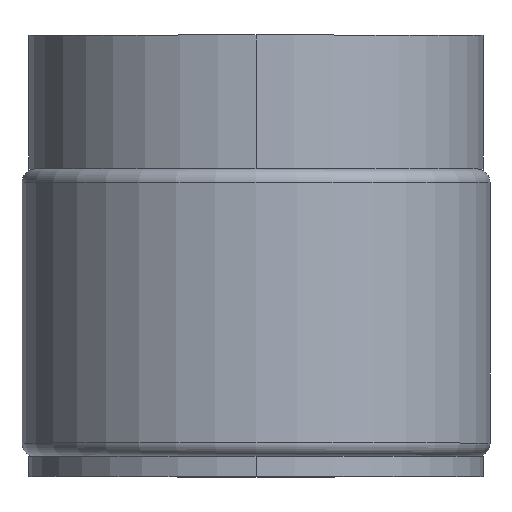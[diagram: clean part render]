
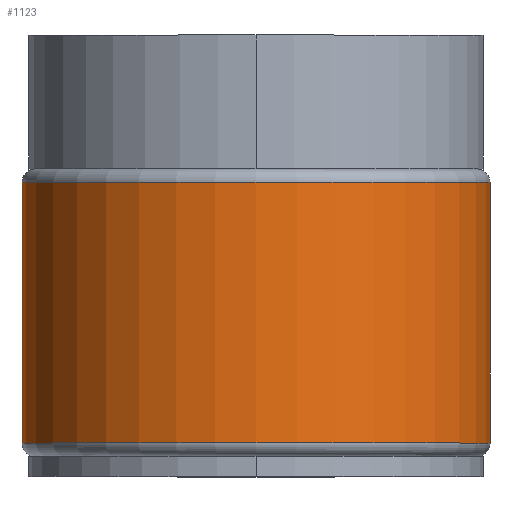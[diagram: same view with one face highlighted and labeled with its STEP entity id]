
A CAD part, top view. The second image highlights one B-rep face of the part: STEP entity #1123.
In plain terms, the highlighted cylindrical face has radius 17.5 mm (diameter 35 mm), a partial arc.
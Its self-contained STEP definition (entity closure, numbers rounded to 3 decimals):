
#167 = DIRECTION ( 'NONE',  ( 0., 0., 1. ) ) ;
#367 = CARTESIAN_POINT ( 'NONE',  ( 0., 20.5, 17.5 ) ) ;
#390 = ORIENTED_EDGE ( 'NONE', *, *, #1876, .T. ) ;
#408 = EDGE_CURVE ( 'NONE', #3968, #2590, #3602, .T. ) ;
#419 = LINE ( 'NONE', #708, #886 ) ;
#708 = CARTESIAN_POINT ( 'NONE',  ( 0., 21.5, -17.5 ) ) ;
#741 = EDGE_CURVE ( 'NONE', #1607, #3968, #1599, .T. ) ;
#815 = DIRECTION ( 'NONE',  ( 0., 0., 1. ) ) ;
#886 = VECTOR ( 'NONE', #3884, 1000. ) ;
#1123 = ADVANCED_FACE ( 'NONE', ( #2423 ), #1824, .T. ) ;
#1186 = AXIS2_PLACEMENT_3D ( 'NONE', #3222, #2282, #167 ) ;
#1359 = AXIS2_PLACEMENT_3D ( 'NONE', #2378, #3614, #815 ) ;
#1599 = LINE ( 'NONE', #2868, #2587 ) ;
#1607 = VERTEX_POINT ( 'NONE', #367 ) ;
#1824 = CYLINDRICAL_SURFACE ( 'NONE', #2677, 17.5 ) ;
#1828 = CIRCLE ( 'NONE', #1359, 17.5 ) ;
#1846 = DIRECTION ( 'NONE',  ( 0., -1., 0. ) ) ;
#1876 = EDGE_CURVE ( 'NONE', #3385, #1607, #1828, .T. ) ;
#1966 = CARTESIAN_POINT ( 'NONE',  ( 0., 1., 17.5 ) ) ;
#2193 = CARTESIAN_POINT ( 'NONE',  ( 0., 20.5, -17.5 ) ) ;
#2282 = DIRECTION ( 'NONE',  ( 0., 1., 0. ) ) ;
#2378 = CARTESIAN_POINT ( 'NONE',  ( 0., 20.5, 0. ) ) ;
#2423 = FACE_OUTER_BOUND ( 'NONE', #3895, .T. ) ;
#2563 = DIRECTION ( 'NONE',  ( 0., -1., 0. ) ) ;
#2571 = CARTESIAN_POINT ( 'NONE',  ( 0., 1., -17.5 ) ) ;
#2587 = VECTOR ( 'NONE', #2563, 1000. ) ;
#2590 = VERTEX_POINT ( 'NONE', #2571 ) ;
#2677 = AXIS2_PLACEMENT_3D ( 'NONE', #3395, #1846, #3660 ) ;
#2774 = ORIENTED_EDGE ( 'NONE', *, *, #408, .T. ) ;
#2868 = CARTESIAN_POINT ( 'NONE',  ( 0., 21.5, 17.5 ) ) ;
#3222 = CARTESIAN_POINT ( 'NONE',  ( 0., 1., 0. ) ) ;
#3385 = VERTEX_POINT ( 'NONE', #2193 ) ;
#3395 = CARTESIAN_POINT ( 'NONE',  ( 0., 21.5, 0. ) ) ;
#3421 = ORIENTED_EDGE ( 'NONE', *, *, #3460, .F. ) ;
#3460 = EDGE_CURVE ( 'NONE', #3385, #2590, #419, .T. ) ;
#3602 = CIRCLE ( 'NONE', #1186, 17.5 ) ;
#3614 = DIRECTION ( 'NONE',  ( 0., -1., 0. ) ) ;
#3660 = DIRECTION ( 'NONE',  ( 0., 0., -1. ) ) ;
#3700 = ORIENTED_EDGE ( 'NONE', *, *, #741, .T. ) ;
#3884 = DIRECTION ( 'NONE',  ( 0., -1., 0. ) ) ;
#3895 = EDGE_LOOP ( 'NONE', ( #390, #3700, #2774, #3421 ) ) ;
#3968 = VERTEX_POINT ( 'NONE', #1966 ) ;
